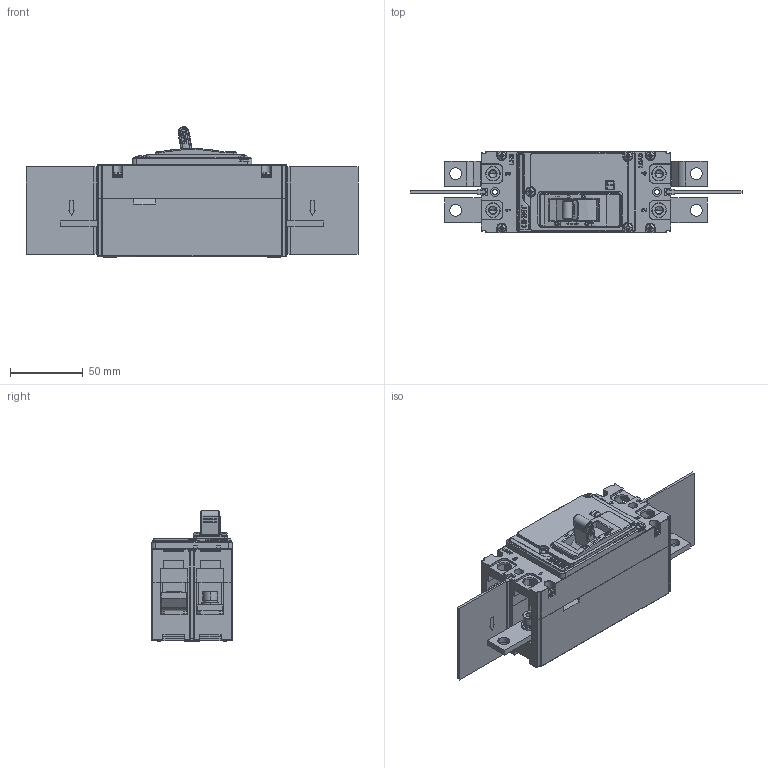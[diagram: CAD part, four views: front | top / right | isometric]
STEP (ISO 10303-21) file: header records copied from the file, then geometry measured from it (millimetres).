
FILE_DESCRIPTION(/* description */ (''),/* implementation_level */ '2;1');
FILE_NAME(/* name */ '125S-2P.stp',/* time_stamp */ '2017-04-07T18:40:20+08:00',/* author */ (''),/* organization */ (''),/* preprocessor_version */ 'ST-DEVELOPER v11',/* originating_system */ 'SIEMENS PLM Software NX 7.5',/* authorisation */ '');
FILE_SCHEMA (('CONFIG_CONTROL_DESIGN'));
Products named in the file (1): yang755D0jo3
Bounding box: 227.6 x 56 x 89.59 mm (x, y, z)
Volume: 465220.8 mm3; surface area: 134098.7 mm2
Topology: 33 solids, 45 shells, 2755 faces, 7173 edges, 4623 vertices
Faces by surface type: plane 1492, cylinder 748, extrusion 199, bspline 107, torus 92, cone 79, sphere 38
Entity records: 88320 total; most frequent: CARTESIAN_POINT 21675, ORIENTED_EDGE 14272, DIRECTION 12876, EDGE_CURVE 7158, VERTEX_POINT 4623, VECTOR 4572, LINE 4373, AXIS2_PLACEMENT_3D 4152
